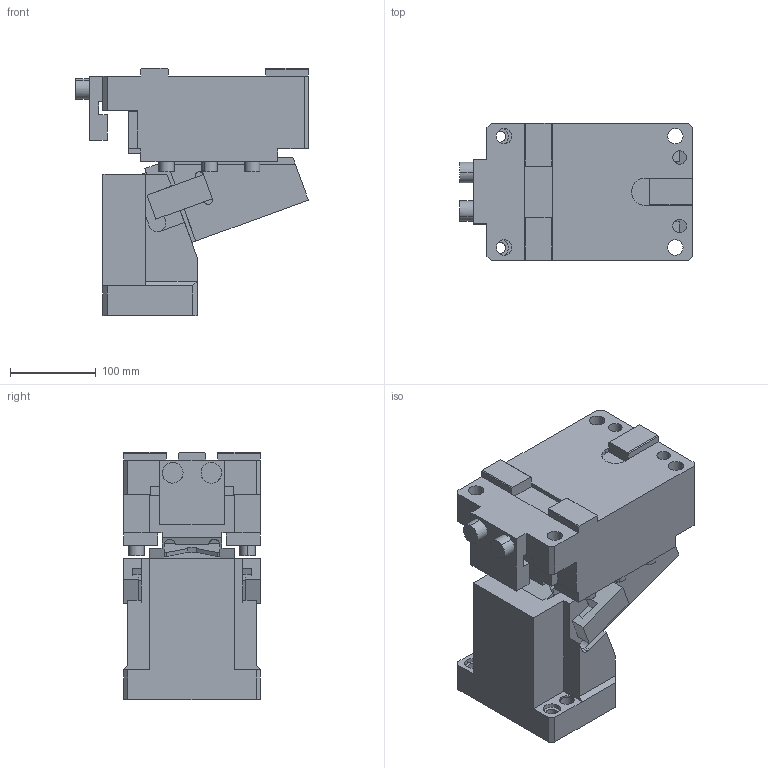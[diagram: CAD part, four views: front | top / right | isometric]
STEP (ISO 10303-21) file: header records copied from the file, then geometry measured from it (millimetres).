
FILE_DESCRIPTION(('CATIA V5 STEP Exchange'),'2;1');
FILE_NAME('CACK_100_70.stp','2015-04-27T08:18:25+00:00',('none'),('none'),'CATIA Version 5 Release 19 SP 2 (IN-10)','CATIA V5 STEP AP203','none');
FILE_SCHEMA(('CONFIG_CONTROL_DESIGN'));
Length unit declared in the file: millimetre
Products named in the file (1): CACK_100_70
Bounding box: 272 x 160 x 289 mm (x, y, z)
Volume: 6286798.4 mm3; surface area: 511914.2 mm2
Topology: 3 solids, 3 shells, 316 faces, 874 edges, 582 vertices
Faces by surface type: plane 213, cylinder 97, cone 4, extrusion 2
Entity records: 9988 total; most frequent: CARTESIAN_POINT 2049, ORIENTED_EDGE 1740, DIRECTION 1386, EDGE_CURVE 870, VECTOR 664, LINE 662, VERTEX_POINT 582, AXIS2_PLACEMENT_3D 454
